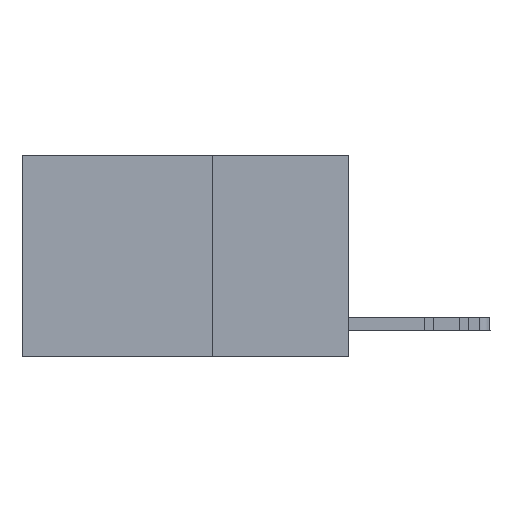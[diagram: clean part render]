
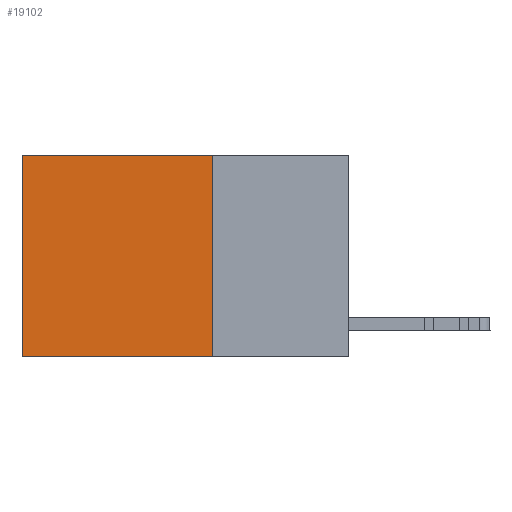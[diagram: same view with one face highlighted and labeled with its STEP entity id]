
A CAD part, left-side view. The second image highlights one B-rep face of the part: STEP entity #19102.
In plain terms, the highlighted planar face has unit normal (-1, 0, 0).
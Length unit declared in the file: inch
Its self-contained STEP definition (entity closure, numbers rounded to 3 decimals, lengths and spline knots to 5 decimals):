
#2044 = CARTESIAN_POINT ( 'NONE',  ( 0.2625, 0.25, 0. ) ) ;
#2325 = CARTESIAN_POINT ( 'NONE',  ( 0.2625, 0.6, -0.37 ) ) ;
#3461 = PLANE ( 'NONE',  #3632 ) ;
#3571 = ORIENTED_EDGE ( 'NONE', *, *, #15074, .F. ) ;
#3632 = AXIS2_PLACEMENT_3D ( 'NONE', #26782, #24133, #13808 ) ;
#4763 = VECTOR ( 'NONE', #8368, 39.37008 ) ;
#5327 = VERTEX_POINT ( 'NONE', #25473 ) ;
#6152 = CARTESIAN_POINT ( 'NONE',  ( 0.2625, 0.25, 0. ) ) ;
#8368 = DIRECTION ( 'NONE',  ( 0., 0., -1. ) ) ;
#9016 = DIRECTION ( 'NONE',  ( 0., 1., 0. ) ) ;
#9415 = LINE ( 'NONE', #26415, #23808 ) ;
#9808 = VECTOR ( 'NONE', #26530, 39.37008 ) ;
#12646 = LINE ( 'NONE', #19341, #27390 ) ;
#12887 = EDGE_LOOP ( 'NONE', ( #26030, #3571, #18173, #17014 ) ) ;
#13808 = DIRECTION ( 'NONE',  ( 0., 0., -1. ) ) ;
#15074 = EDGE_CURVE ( 'NONE', #16199, #20592, #9415, .T. ) ;
#16185 = FACE_OUTER_BOUND ( 'NONE', #12887, .T. ) ;
#16199 = VERTEX_POINT ( 'NONE', #18392 ) ;
#17014 = ORIENTED_EDGE ( 'NONE', *, *, #27123, .T. ) ;
#18173 = ORIENTED_EDGE ( 'NONE', *, *, #27128, .F. ) ;
#18392 = CARTESIAN_POINT ( 'NONE',  ( 0.2625, 0.25, -0.37 ) ) ;
#18573 = CARTESIAN_POINT ( 'NONE',  ( 0.2625, 0.6, 0. ) ) ;
#19102 = ADVANCED_FACE ( 'NONE', ( #16185 ), #3461, .F. ) ;
#19341 = CARTESIAN_POINT ( 'NONE',  ( 0.2625, 0.25, 0. ) ) ;
#20042 = EDGE_CURVE ( 'NONE', #5327, #20592, #20639, .T. ) ;
#20592 = VERTEX_POINT ( 'NONE', #2325 ) ;
#20639 = LINE ( 'NONE', #18573, #9808 ) ;
#21009 = LINE ( 'NONE', #2044, #4763 ) ;
#22414 = VERTEX_POINT ( 'NONE', #6152 ) ;
#23800 = DIRECTION ( 'NONE',  ( 0., 1., 0. ) ) ;
#23808 = VECTOR ( 'NONE', #9016, 39.37008 ) ;
#24133 = DIRECTION ( 'NONE',  ( 1., 0., 0. ) ) ;
#25473 = CARTESIAN_POINT ( 'NONE',  ( 0.2625, 0.6, 0. ) ) ;
#26030 = ORIENTED_EDGE ( 'NONE', *, *, #20042, .T. ) ;
#26415 = CARTESIAN_POINT ( 'NONE',  ( 0.2625, 0.25, -0.37 ) ) ;
#26530 = DIRECTION ( 'NONE',  ( 0., 0., -1. ) ) ;
#26782 = CARTESIAN_POINT ( 'NONE',  ( 0.2625, 0.25, 0. ) ) ;
#27123 = EDGE_CURVE ( 'NONE', #22414, #5327, #12646, .T. ) ;
#27128 = EDGE_CURVE ( 'NONE', #22414, #16199, #21009, .T. ) ;
#27390 = VECTOR ( 'NONE', #23800, 39.37008 ) ;
